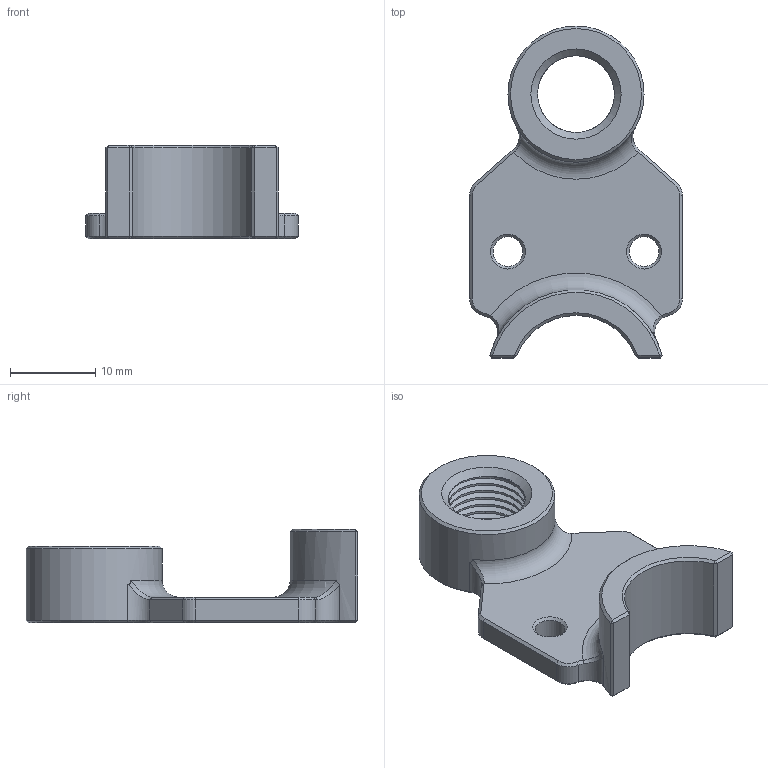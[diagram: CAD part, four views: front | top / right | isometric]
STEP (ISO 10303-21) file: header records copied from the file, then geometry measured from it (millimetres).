
FILE_DESCRIPTION(/* description */ (''),/* implementation_level */ '2;1');
FILE_NAME(/* name */ 'wire-loom-ptfe-retainer.step',/* time_stamp */ '2022-03-29T20:04:16-04:00',/* author */ (''),/* organization */ (''),/* preprocessor_version */ 'ST-DEVELOPER v18.1',/* originating_system */ 'Autodesk Translation Framework v10.13.0.1454',/* authorisation */ '');
FILE_SCHEMA (('AUTOMOTIVE_DESIGN { 1 0 10303 214 3 1 1 }'));
Length unit declared in the file: millimetre
Products named in the file (1): Wire Loom/ PTFE retainer
Bounding box: 25 x 39 x 11 mm (x, y, z)
Volume: 3188.6 mm3; surface area: 2699.2 mm2
Topology: 1 solids, 1 shells, 109 faces, 260 edges, 153 vertices
Faces by surface type: plane 36, cylinder 30, cone 27, bspline 14, torus 2
Full cylindrical faces by diameter (mm): 3.5 x2, 9.036 x6, 10.147 x7, 16 x1
Entity records: 5474 total; most frequent: CARTESIAN_POINT 3079, ORIENTED_EDGE 520, DIRECTION 443, EDGE_CURVE 260, AXIS2_PLACEMENT_3D 161, VERTEX_POINT 153, LINE 121, VECTOR 121
